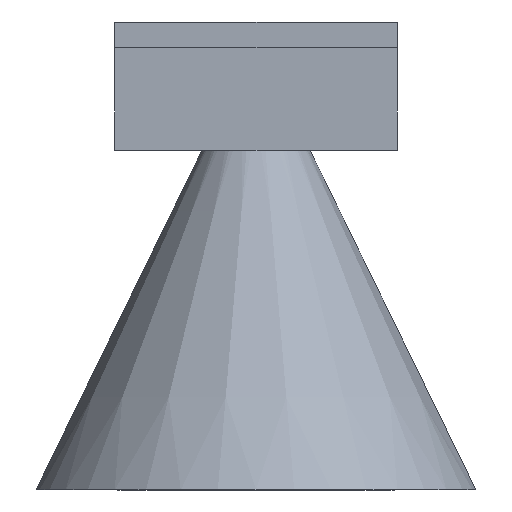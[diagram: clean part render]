
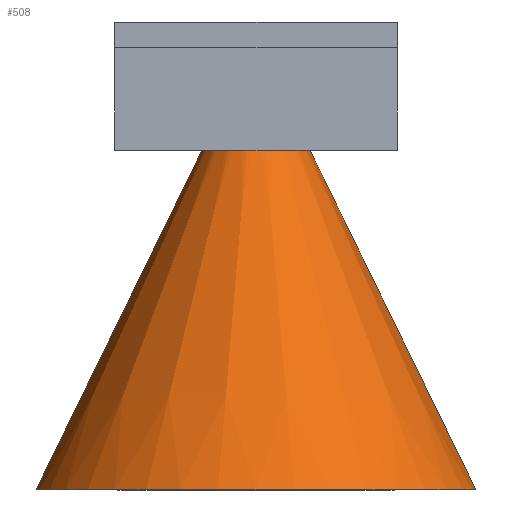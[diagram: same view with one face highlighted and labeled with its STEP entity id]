
A CAD part, front view. The second image highlights one B-rep face of the part: STEP entity #508.
In plain terms, the highlighted conical face has half-angle 26 degrees and reference radius 0.3 mm.
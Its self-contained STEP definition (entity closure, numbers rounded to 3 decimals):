
#138 = CARTESIAN_POINT ( 'NONE',  ( -2.814, 1.061, -2.9 ) ) ;
#242 = EDGE_CURVE ( 'NONE', #546, #1998, #2203, .T. ) ;
#278 = DIRECTION ( 'NONE',  ( 0., 0., 1. ) ) ;
#438 = CARTESIAN_POINT ( 'NONE',  ( -1.4, 1.061, 0. ) ) ;
#487 = EDGE_CURVE ( 'NONE', #4100, #2603, #2225, .T. ) ;
#508 = ADVANCED_FACE ( 'NONE', ( #3444 ), #4358, .T. ) ;
#546 = VERTEX_POINT ( 'NONE', #3798 ) ;
#1002 = DIRECTION ( 'NONE',  ( 1., 0., 0. ) ) ;
#1119 = EDGE_LOOP ( 'NONE', ( #1132, #4137, #2390, #3065 ) ) ;
#1132 = ORIENTED_EDGE ( 'NONE', *, *, #3822, .F. ) ;
#1156 = AXIS2_PLACEMENT_3D ( 'NONE', #1636, #1612, #4223 ) ;
#1338 = CARTESIAN_POINT ( 'NONE',  ( -1.1, 1.061, 0. ) ) ;
#1360 = DIRECTION ( 'NONE',  ( 0., 0., 1. ) ) ;
#1460 = EDGE_CURVE ( 'NONE', #2603, #1998, #2147, .T. ) ;
#1612 = DIRECTION ( 'NONE',  ( 0., 0., -1. ) ) ;
#1636 = CARTESIAN_POINT ( 'NONE',  ( -1.1, 1.061, 0. ) ) ;
#1689 = VECTOR ( 'NONE', #4320, 1000. ) ;
#1880 = CARTESIAN_POINT ( 'NONE',  ( -1.4, 1.061, 0. ) ) ;
#1998 = VERTEX_POINT ( 'NONE', #4241 ) ;
#2128 = CARTESIAN_POINT ( 'NONE',  ( -0.8, 1.061, 0. ) ) ;
#2147 = CIRCLE ( 'NONE', #2465, 1.714 ) ;
#2203 = LINE ( 'NONE', #2128, #1689 ) ;
#2225 = LINE ( 'NONE', #438, #2594 ) ;
#2390 = ORIENTED_EDGE ( 'NONE', *, *, #1460, .T. ) ;
#2465 = AXIS2_PLACEMENT_3D ( 'NONE', #3472, #278, #4555 ) ;
#2594 = VECTOR ( 'NONE', #3076, 1000. ) ;
#2603 = VERTEX_POINT ( 'NONE', #138 ) ;
#3065 = ORIENTED_EDGE ( 'NONE', *, *, #242, .F. ) ;
#3076 = DIRECTION ( 'NONE',  ( -0.438, 0., -0.899 ) ) ;
#3444 = FACE_OUTER_BOUND ( 'NONE', #1119, .T. ) ;
#3472 = CARTESIAN_POINT ( 'NONE',  ( -1.1, 1.061, -2.9 ) ) ;
#3798 = CARTESIAN_POINT ( 'NONE',  ( -0.8, 1.061, 0. ) ) ;
#3822 = EDGE_CURVE ( 'NONE', #4100, #546, #4613, .T. ) ;
#4100 = VERTEX_POINT ( 'NONE', #1880 ) ;
#4137 = ORIENTED_EDGE ( 'NONE', *, *, #487, .T. ) ;
#4223 = DIRECTION ( 'NONE',  ( 1., 0., 0. ) ) ;
#4241 = CARTESIAN_POINT ( 'NONE',  ( 0.614, 1.061, -2.9 ) ) ;
#4320 = DIRECTION ( 'NONE',  ( 0.438, 0., -0.899 ) ) ;
#4358 = CONICAL_SURFACE ( 'NONE', #1156, 0.3, 0.454 ) ;
#4539 = AXIS2_PLACEMENT_3D ( 'NONE', #1338, #1360, #1002 ) ;
#4555 = DIRECTION ( 'NONE',  ( -1., 0., 0. ) ) ;
#4613 = CIRCLE ( 'NONE', #4539, 0.3 ) ;
